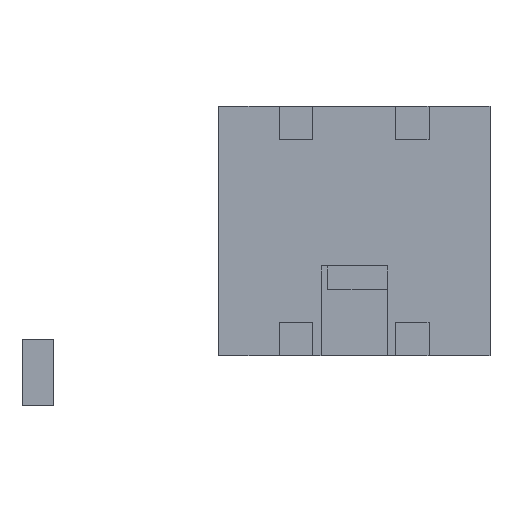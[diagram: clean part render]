
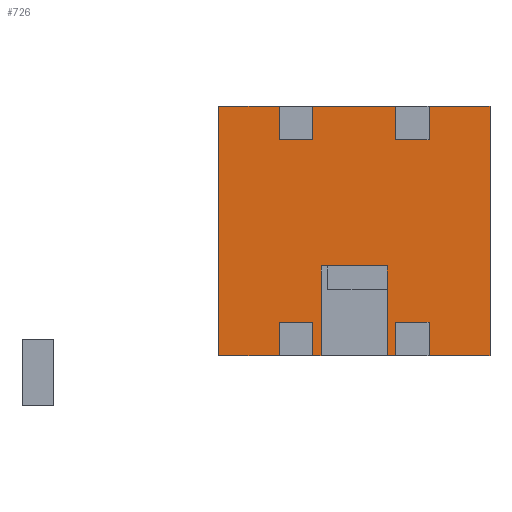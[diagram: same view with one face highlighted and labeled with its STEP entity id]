
A CAD part, front view. The second image highlights one B-rep face of the part: STEP entity #726.
In plain terms, the highlighted planar face has unit normal (0, -1, 0).
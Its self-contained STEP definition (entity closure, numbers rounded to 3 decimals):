
#34=FACE_OUTER_BOUND('',#72,.T.);
#72=EDGE_LOOP('',(#543,#544,#545,#546,#547,#548,#549,#550,#551,#552,#553,
#554,#555,#556,#557,#558,#559,#560,#561,#562,#563,#564,#565,#566));
#93=LINE('',#984,#195);
#97=LINE('',#992,#199);
#100=LINE('',#998,#202);
#104=LINE('',#1007,#206);
#108=LINE('',#1015,#210);
#111=LINE('',#1021,#213);
#115=LINE('',#1030,#217);
#119=LINE('',#1038,#221);
#122=LINE('',#1044,#224);
#126=LINE('',#1053,#228);
#130=LINE('',#1061,#232);
#133=LINE('',#1067,#235);
#137=LINE('',#1074,#239);
#138=LINE('',#1076,#240);
#142=LINE('',#1083,#244);
#143=LINE('',#1086,#245);
#144=LINE('',#1088,#246);
#145=LINE('',#1090,#247);
#146=LINE('',#1092,#248);
#147=LINE('',#1093,#249);
#148=LINE('',#1095,#250);
#149=LINE('',#1096,#251);
#150=LINE('',#1098,#252);
#151=LINE('',#1099,#253);
#195=VECTOR('',#804,10.);
#199=VECTOR('',#810,10.);
#202=VECTOR('',#815,10.);
#206=VECTOR('',#823,10.);
#210=VECTOR('',#829,10.);
#213=VECTOR('',#834,10.);
#217=VECTOR('',#842,10.);
#221=VECTOR('',#848,10.);
#224=VECTOR('',#853,10.);
#228=VECTOR('',#861,10.);
#232=VECTOR('',#867,10.);
#235=VECTOR('',#872,10.);
#239=VECTOR('',#880,10.);
#240=VECTOR('',#881,10.);
#244=VECTOR('',#885,10.);
#245=VECTOR('',#888,10.);
#246=VECTOR('',#889,10.);
#247=VECTOR('',#890,10.);
#248=VECTOR('',#891,10.);
#249=VECTOR('',#892,10.);
#250=VECTOR('',#893,10.);
#251=VECTOR('',#894,10.);
#252=VECTOR('',#895,10.);
#253=VECTOR('',#896,10.);
#297=VERTEX_POINT('',#982);
#298=VERTEX_POINT('',#983);
#301=VERTEX_POINT('',#991);
#303=VERTEX_POINT('',#997);
#305=VERTEX_POINT('',#1005);
#306=VERTEX_POINT('',#1006);
#309=VERTEX_POINT('',#1014);
#311=VERTEX_POINT('',#1020);
#313=VERTEX_POINT('',#1028);
#314=VERTEX_POINT('',#1029);
#317=VERTEX_POINT('',#1037);
#319=VERTEX_POINT('',#1043);
#321=VERTEX_POINT('',#1051);
#322=VERTEX_POINT('',#1052);
#325=VERTEX_POINT('',#1060);
#327=VERTEX_POINT('',#1066);
#329=VERTEX_POINT('',#1075);
#332=VERTEX_POINT('',#1081);
#333=VERTEX_POINT('',#1085);
#334=VERTEX_POINT('',#1087);
#335=VERTEX_POINT('',#1089);
#336=VERTEX_POINT('',#1091);
#337=VERTEX_POINT('',#1094);
#338=VERTEX_POINT('',#1097);
#365=EDGE_CURVE('',#297,#298,#93,.T.);
#369=EDGE_CURVE('',#301,#297,#97,.T.);
#372=EDGE_CURVE('',#303,#301,#100,.T.);
#376=EDGE_CURVE('',#305,#306,#104,.T.);
#380=EDGE_CURVE('',#309,#305,#108,.T.);
#383=EDGE_CURVE('',#306,#311,#111,.T.);
#387=EDGE_CURVE('',#313,#314,#115,.T.);
#391=EDGE_CURVE('',#317,#313,#119,.T.);
#394=EDGE_CURVE('',#314,#319,#122,.T.);
#398=EDGE_CURVE('',#321,#322,#126,.T.);
#402=EDGE_CURVE('',#325,#321,#130,.T.);
#405=EDGE_CURVE('',#327,#325,#133,.T.);
#409=EDGE_CURVE('',#322,#309,#137,.T.);
#410=EDGE_CURVE('',#329,#327,#138,.T.);
#414=EDGE_CURVE('',#311,#332,#142,.T.);
#415=EDGE_CURVE('',#333,#298,#143,.T.);
#416=EDGE_CURVE('',#333,#334,#144,.T.);
#417=EDGE_CURVE('',#334,#335,#145,.T.);
#418=EDGE_CURVE('',#335,#336,#146,.T.);
#419=EDGE_CURVE('',#317,#336,#147,.T.);
#420=EDGE_CURVE('',#337,#319,#148,.T.);
#421=EDGE_CURVE('',#337,#329,#149,.T.);
#422=EDGE_CURVE('',#338,#332,#150,.T.);
#423=EDGE_CURVE('',#303,#338,#151,.T.);
#543=ORIENTED_EDGE('',*,*,#372,.T.);
#544=ORIENTED_EDGE('',*,*,#369,.T.);
#545=ORIENTED_EDGE('',*,*,#365,.T.);
#546=ORIENTED_EDGE('',*,*,#415,.F.);
#547=ORIENTED_EDGE('',*,*,#416,.T.);
#548=ORIENTED_EDGE('',*,*,#417,.T.);
#549=ORIENTED_EDGE('',*,*,#418,.T.);
#550=ORIENTED_EDGE('',*,*,#419,.F.);
#551=ORIENTED_EDGE('',*,*,#391,.T.);
#552=ORIENTED_EDGE('',*,*,#387,.T.);
#553=ORIENTED_EDGE('',*,*,#394,.T.);
#554=ORIENTED_EDGE('',*,*,#420,.F.);
#555=ORIENTED_EDGE('',*,*,#421,.T.);
#556=ORIENTED_EDGE('',*,*,#410,.T.);
#557=ORIENTED_EDGE('',*,*,#405,.T.);
#558=ORIENTED_EDGE('',*,*,#402,.T.);
#559=ORIENTED_EDGE('',*,*,#398,.T.);
#560=ORIENTED_EDGE('',*,*,#409,.T.);
#561=ORIENTED_EDGE('',*,*,#380,.T.);
#562=ORIENTED_EDGE('',*,*,#376,.T.);
#563=ORIENTED_EDGE('',*,*,#383,.T.);
#564=ORIENTED_EDGE('',*,*,#414,.T.);
#565=ORIENTED_EDGE('',*,*,#422,.F.);
#566=ORIENTED_EDGE('',*,*,#423,.F.);
#688=PLANE('',#779);
#726=ADVANCED_FACE('',(#34),#688,.T.);
#779=AXIS2_PLACEMENT_3D('',#1084,#886,#887);
#804=DIRECTION('',(0.,0.,-1.));
#810=DIRECTION('',(1.,0.,0.));
#815=DIRECTION('',(0.,0.,1.));
#823=DIRECTION('',(-1.,0.,0.));
#829=DIRECTION('',(0.,0.,-1.));
#834=DIRECTION('',(0.,0.,1.));
#842=DIRECTION('',(1.,0.,0.));
#848=DIRECTION('',(0.,0.,1.));
#853=DIRECTION('',(0.,0.,-1.));
#861=DIRECTION('',(0.,0.,1.));
#867=DIRECTION('',(-1.,0.,0.));
#872=DIRECTION('',(0.,0.,-1.));
#880=DIRECTION('',(-1.,0.,0.));
#881=DIRECTION('',(-1.,0.,0.));
#885=DIRECTION('',(-1.,0.,0.));
#886=DIRECTION('center_axis',(0.,-1.,0.));
#887=DIRECTION('ref_axis',(1.,0.,0.));
#888=DIRECTION('',(-1.,0.,0.));
#889=DIRECTION('',(0.,0.,1.));
#890=DIRECTION('',(1.,0.,0.));
#891=DIRECTION('',(0.,0.,-1.));
#892=DIRECTION('',(-1.,0.,0.));
#893=DIRECTION('',(-1.,0.,0.));
#894=DIRECTION('',(0.,0.,1.));
#895=DIRECTION('',(0.,0.,1.));
#896=DIRECTION('',(-1.,0.,0.));
#982=CARTESIAN_POINT('',(-25.,0.,20.));
#983=CARTESIAN_POINT('',(-25.,0.,0.));
#984=CARTESIAN_POINT('',(-25.,0.,10.));
#991=CARTESIAN_POINT('',(-45.,0.,20.));
#992=CARTESIAN_POINT('',(-22.5,0.,20.));
#997=CARTESIAN_POINT('',(-45.,0.,0.));
#998=CARTESIAN_POINT('',(-45.,0.,0.));
#1005=CARTESIAN_POINT('',(-25.,0.,130.));
#1006=CARTESIAN_POINT('',(-45.,0.,130.));
#1007=CARTESIAN_POINT('',(-12.5,0.,130.));
#1014=CARTESIAN_POINT('',(-25.,0.,150.));
#1015=CARTESIAN_POINT('',(-25.,0.,75.));
#1020=CARTESIAN_POINT('',(-45.,0.,150.));
#1021=CARTESIAN_POINT('',(-45.,0.,65.));
#1028=CARTESIAN_POINT('',(25.,0.,20.));
#1029=CARTESIAN_POINT('',(45.,0.,20.));
#1030=CARTESIAN_POINT('',(12.5,0.,20.));
#1037=CARTESIAN_POINT('',(25.,0.,0.));
#1038=CARTESIAN_POINT('',(25.,0.,0.));
#1043=CARTESIAN_POINT('',(45.,0.,0.));
#1044=CARTESIAN_POINT('',(45.,0.,10.));
#1051=CARTESIAN_POINT('',(25.,0.,130.));
#1052=CARTESIAN_POINT('',(25.,0.,150.));
#1053=CARTESIAN_POINT('',(25.,0.,65.));
#1060=CARTESIAN_POINT('',(45.,0.,130.));
#1061=CARTESIAN_POINT('',(22.5,0.,130.));
#1066=CARTESIAN_POINT('',(45.,0.,150.));
#1067=CARTESIAN_POINT('',(45.,0.,75.));
#1074=CARTESIAN_POINT('',(0.,0.,150.));
#1075=CARTESIAN_POINT('',(81.713,0.,150.));
#1076=CARTESIAN_POINT('',(0.,0.,150.));
#1081=CARTESIAN_POINT('',(-81.713,0.,150.));
#1083=CARTESIAN_POINT('',(0.,0.,150.));
#1084=CARTESIAN_POINT('Origin',(0.,0.,0.));
#1085=CARTESIAN_POINT('',(-20.,0.,0.));
#1086=CARTESIAN_POINT('',(0.,0.,0.));
#1087=CARTESIAN_POINT('',(-20.,0.,54.));
#1088=CARTESIAN_POINT('',(-20.,0.,27.));
#1089=CARTESIAN_POINT('',(20.,0.,54.));
#1090=CARTESIAN_POINT('',(10.,0.,54.));
#1091=CARTESIAN_POINT('',(20.,0.,0.));
#1092=CARTESIAN_POINT('',(20.,0.,48.));
#1093=CARTESIAN_POINT('',(0.,0.,0.));
#1094=CARTESIAN_POINT('',(81.713,0.,0.));
#1095=CARTESIAN_POINT('',(0.,0.,0.));
#1096=CARTESIAN_POINT('',(81.713,0.,0.));
#1097=CARTESIAN_POINT('',(-81.713,0.,0.));
#1098=CARTESIAN_POINT('',(-81.713,0.,0.));
#1099=CARTESIAN_POINT('',(0.,0.,0.));
